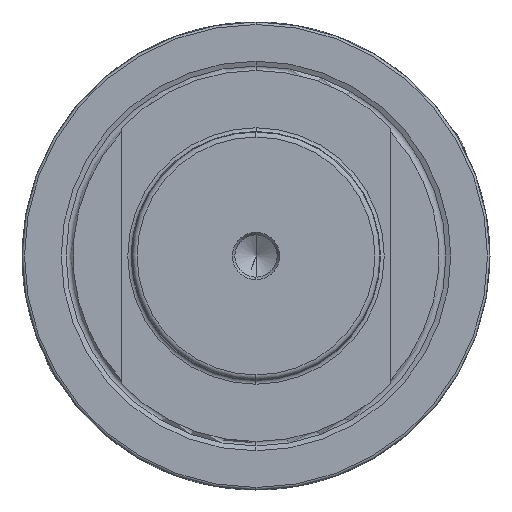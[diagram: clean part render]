
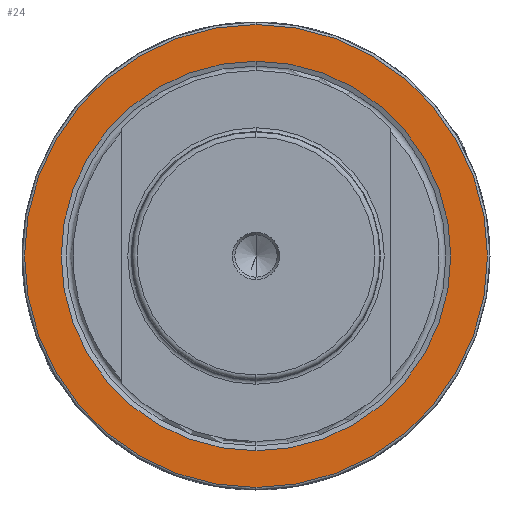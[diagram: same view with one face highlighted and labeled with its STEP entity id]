
A CAD part, left-side view. The second image highlights one B-rep face of the part: STEP entity #24.
In plain terms, the highlighted planar face has unit normal (-1, 0, 0).
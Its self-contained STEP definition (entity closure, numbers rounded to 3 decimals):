
#24 = ADVANCED_FACE ( 'NONE', ( #2606, #4451 ), #3286, .F. ) ;
#67 = CIRCLE ( 'NONE', #7996, 39.126 ) ;
#725 = EDGE_LOOP ( 'NONE', ( #8128, #8487 ) ) ;
#782 = CARTESIAN_POINT ( 'NONE',  ( 50., 0., 0. ) ) ;
#820 = VERTEX_POINT ( 'NONE', #1344 ) ;
#884 = CARTESIAN_POINT ( 'NONE',  ( 50., 0., 39.126 ) ) ;
#1344 = CARTESIAN_POINT ( 'NONE',  ( 50., 0., -46.5 ) ) ;
#1378 = AXIS2_PLACEMENT_3D ( 'NONE', #3535, #8921, #4322 ) ;
#1573 = DIRECTION ( 'NONE',  ( 0., 0., 1. ) ) ;
#1746 = VERTEX_POINT ( 'NONE', #8584 ) ;
#2569 = CARTESIAN_POINT ( 'NONE',  ( 50., 0., -39.126 ) ) ;
#2606 = FACE_BOUND ( 'NONE', #9301, .T. ) ;
#2612 = CARTESIAN_POINT ( 'NONE',  ( 50., 0., 0. ) ) ;
#3286 = PLANE ( 'NONE',  #9899 ) ;
#3324 = DIRECTION ( 'NONE',  ( 1., 0., 0. ) ) ;
#3342 = DIRECTION ( 'NONE',  ( 0., 0., -1. ) ) ;
#3403 = DIRECTION ( 'NONE',  ( 0., 0., 1. ) ) ;
#3535 = CARTESIAN_POINT ( 'NONE',  ( 50., 0., 0. ) ) ;
#3578 = AXIS2_PLACEMENT_3D ( 'NONE', #7404, #4051, #9407 ) ;
#4051 = DIRECTION ( 'NONE',  ( -1., 0., 0. ) ) ;
#4241 = VERTEX_POINT ( 'NONE', #7621 ) ;
#4322 = DIRECTION ( 'NONE',  ( 0., 0., 1. ) ) ;
#4451 = FACE_OUTER_BOUND ( 'NONE', #725, .T. ) ;
#5081 = VERTEX_POINT ( 'NONE', #2569 ) ;
#5157 = EDGE_CURVE ( 'NONE', #4241, #820, #8682, .T. ) ;
#6301 = DIRECTION ( 'NONE',  ( -1., 0., 0. ) ) ;
#6596 = EDGE_CURVE ( 'NONE', #5081, #1746, #67, .T. ) ;
#6791 = EDGE_CURVE ( 'NONE', #1746, #5081, #7546, .T. ) ;
#6868 = CIRCLE ( 'NONE', #1378, 46.5 ) ;
#6896 = EDGE_CURVE ( 'NONE', #820, #4241, #6868, .T. ) ;
#7404 = CARTESIAN_POINT ( 'NONE',  ( 50., 0., 0. ) ) ;
#7546 = CIRCLE ( 'NONE', #8311, 39.126 ) ;
#7621 = CARTESIAN_POINT ( 'NONE',  ( 50., 0., 46.5 ) ) ;
#7812 = ORIENTED_EDGE ( 'NONE', *, *, #6791, .F. ) ;
#7996 = AXIS2_PLACEMENT_3D ( 'NONE', #782, #6301, #1573 ) ;
#8018 = ORIENTED_EDGE ( 'NONE', *, *, #6596, .F. ) ;
#8036 = DIRECTION ( 'NONE',  ( -1., 0., 0. ) ) ;
#8128 = ORIENTED_EDGE ( 'NONE', *, *, #5157, .T. ) ;
#8311 = AXIS2_PLACEMENT_3D ( 'NONE', #2612, #8036, #3403 ) ;
#8487 = ORIENTED_EDGE ( 'NONE', *, *, #6896, .T. ) ;
#8584 = CARTESIAN_POINT ( 'NONE',  ( 50., 0., 39.126 ) ) ;
#8682 = CIRCLE ( 'NONE', #3578, 46.5 ) ;
#8921 = DIRECTION ( 'NONE',  ( -1., 0., 0. ) ) ;
#9301 = EDGE_LOOP ( 'NONE', ( #7812, #8018 ) ) ;
#9407 = DIRECTION ( 'NONE',  ( 0., 0., 1. ) ) ;
#9899 = AXIS2_PLACEMENT_3D ( 'NONE', #884, #3324, #3342 ) ;
